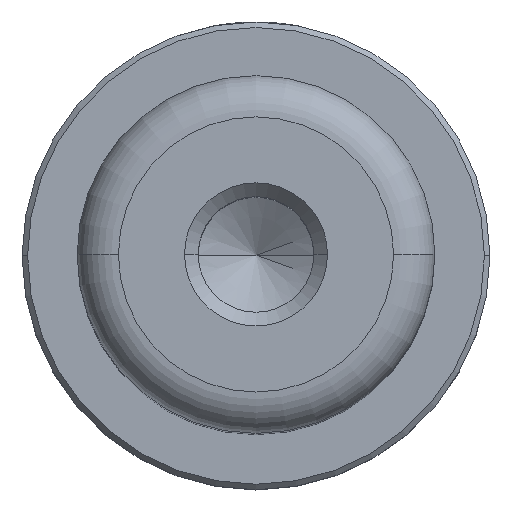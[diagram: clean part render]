
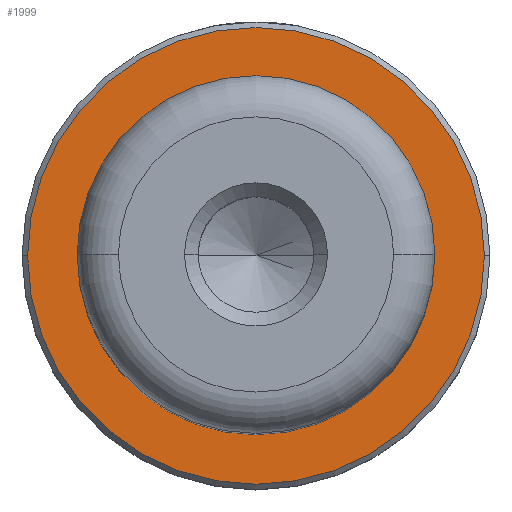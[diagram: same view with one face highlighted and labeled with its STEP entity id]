
A CAD part, top view. The second image highlights one B-rep face of the part: STEP entity #1999.
In plain terms, the highlighted planar face has unit normal (0, 0, 1).
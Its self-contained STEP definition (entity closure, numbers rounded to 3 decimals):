
#11 = VERTEX_POINT ( 'NONE', #27 ) ;
#22 = DIRECTION ( 'NONE',  ( 1., 0., 0. ) ) ;
#27 = CARTESIAN_POINT ( 'NONE',  ( 6., 0., 15. ) ) ;
#145 = CARTESIAN_POINT ( 'NONE',  ( 8.3, 0., 15. ) ) ;
#249 = DIRECTION ( 'NONE',  ( -1., 0., 0. ) ) ;
#256 = EDGE_CURVE ( 'NONE', #11, #359, #333, .T. ) ;
#258 = DIRECTION ( 'NONE',  ( 0., 0., -1. ) ) ;
#263 = CARTESIAN_POINT ( 'NONE',  ( 0., 0., 15. ) ) ;
#328 = FACE_BOUND ( 'NONE', #1863, .T. ) ;
#333 = CIRCLE ( 'NONE', #1728, 6. ) ;
#359 = VERTEX_POINT ( 'NONE', #1411 ) ;
#405 = ORIENTED_EDGE ( 'NONE', *, *, #597, .T. ) ;
#417 = FACE_OUTER_BOUND ( 'NONE', #522, .T. ) ;
#452 = CARTESIAN_POINT ( 'NONE',  ( 0., 0., 15. ) ) ;
#522 = EDGE_LOOP ( 'NONE', ( #1638, #881 ) ) ;
#597 = EDGE_CURVE ( 'NONE', #359, #11, #1388, .T. ) ;
#624 = CIRCLE ( 'NONE', #2102, 8.3 ) ;
#659 = VERTEX_POINT ( 'NONE', #145 ) ;
#881 = ORIENTED_EDGE ( 'NONE', *, *, #1814, .T. ) ;
#885 = CARTESIAN_POINT ( 'NONE',  ( 0., 0., 15. ) ) ;
#1027 = DIRECTION ( 'NONE',  ( 0., 0., 1. ) ) ;
#1032 = AXIS2_PLACEMENT_3D ( 'NONE', #452, #1868, #1872 ) ;
#1035 = DIRECTION ( 'NONE',  ( 1., 0., 0. ) ) ;
#1388 = CIRCLE ( 'NONE', #1583, 6. ) ;
#1403 = AXIS2_PLACEMENT_3D ( 'NONE', #1972, #1027, #22 ) ;
#1411 = CARTESIAN_POINT ( 'NONE',  ( -6., 0., 15. ) ) ;
#1461 = CARTESIAN_POINT ( 'NONE',  ( -8.3, 0., 15. ) ) ;
#1499 = EDGE_CURVE ( 'NONE', #1746, #659, #624, .T. ) ;
#1570 = CIRCLE ( 'NONE', #1403, 8.3 ) ;
#1583 = AXIS2_PLACEMENT_3D ( 'NONE', #263, #258, #249 ) ;
#1638 = ORIENTED_EDGE ( 'NONE', *, *, #1499, .T. ) ;
#1715 = DIRECTION ( 'NONE',  ( -1., 0., 0. ) ) ;
#1720 = DIRECTION ( 'NONE',  ( 0., 0., -1. ) ) ;
#1727 = PLANE ( 'NONE',  #1032 ) ;
#1728 = AXIS2_PLACEMENT_3D ( 'NONE', #1731, #1720, #1715 ) ;
#1731 = CARTESIAN_POINT ( 'NONE',  ( 0., 0., 15. ) ) ;
#1746 = VERTEX_POINT ( 'NONE', #1461 ) ;
#1814 = EDGE_CURVE ( 'NONE', #659, #1746, #1570, .T. ) ;
#1846 = ORIENTED_EDGE ( 'NONE', *, *, #256, .T. ) ;
#1863 = EDGE_LOOP ( 'NONE', ( #405, #1846 ) ) ;
#1868 = DIRECTION ( 'NONE',  ( 0., 0., 1. ) ) ;
#1872 = DIRECTION ( 'NONE',  ( 1., 0., 0. ) ) ;
#1972 = CARTESIAN_POINT ( 'NONE',  ( 0., 0., 15. ) ) ;
#1984 = DIRECTION ( 'NONE',  ( 0., 0., 1. ) ) ;
#1999 = ADVANCED_FACE ( 'NONE', ( #417, #328 ), #1727, .T. ) ;
#2102 = AXIS2_PLACEMENT_3D ( 'NONE', #885, #1984, #1035 ) ;
